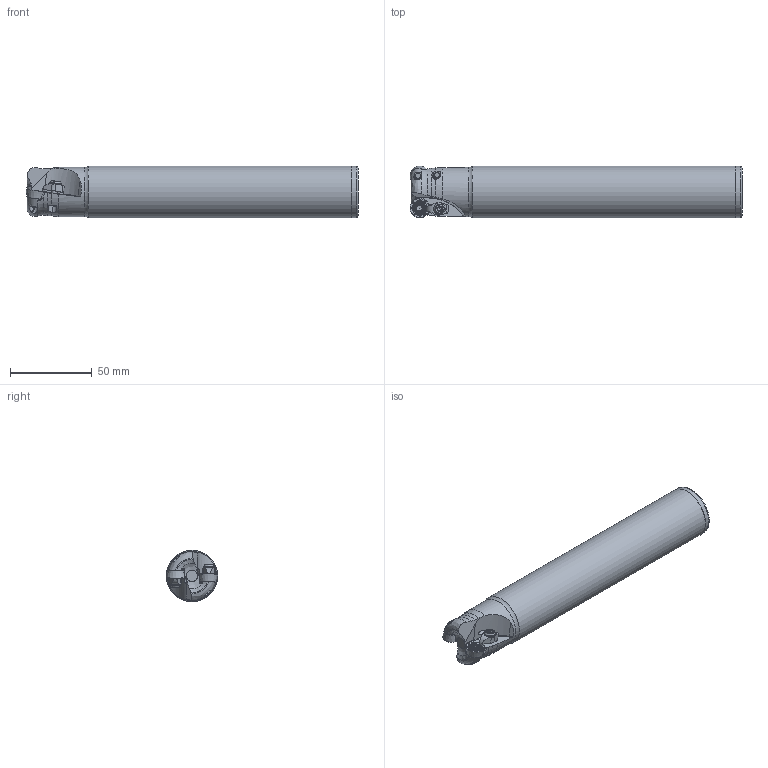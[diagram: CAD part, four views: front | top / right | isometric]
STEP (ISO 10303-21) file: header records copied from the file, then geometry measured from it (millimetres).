
FILE_DESCRIPTION(/* description */ (''),/* implementation_level */ '2;1');
FILE_NAME(/* name */ 'CUTTER_E-RDKT12-D125Z2C125-L800I.stp',/* time_stamp */ '2020-04-24T15:29:32+09:00',/* author */ (''),/* organization */ (''),/* preprocessor_version */ 'ST-DEVELOPER v16',/* originating_system */ 'SIEMENS PLM Software NX 10.0',/* authorisation */ '');
FILE_SCHEMA (('CONFIG_CONTROL_DESIGN'));
Length unit declared in the file: millimetre
Products named in the file (1): CUTTER_E-RDKT12-D125Z2C125-L800I
Bounding box: 203.2 x 31.75 x 31.75 mm (x, y, z)
Volume: 141022 mm3; surface area: 28829 mm2
Topology: 10 solids, 10 shells, 1644 faces, 3974 edges, 2242 vertices
Faces by surface type: bspline 1002, plane 164, cylinder 163, sphere 124, torus 115, cone 76
Full cylindrical faces by diameter (mm): 3 x4, 3.3 x4, 3.5 x2, 4 x4, 4.3 x2, 4.4 x3, 4.5 x2, 5.5 x2, 7 x2, 8 x1, 30.15 x1, 31.35 x1, 31.75 x1
Entity records: 65027 total; most frequent: CARTESIAN_POINT 34948, ORIENTED_EDGE 7402, DIRECTION 4604, EDGE_CURVE 3701, VERTEX_POINT 2194, AXIS2_PLACEMENT_3D 2101, B_SPLINE_CURVE_WITH_KNOTS 1841, EDGE_LOOP 1776
